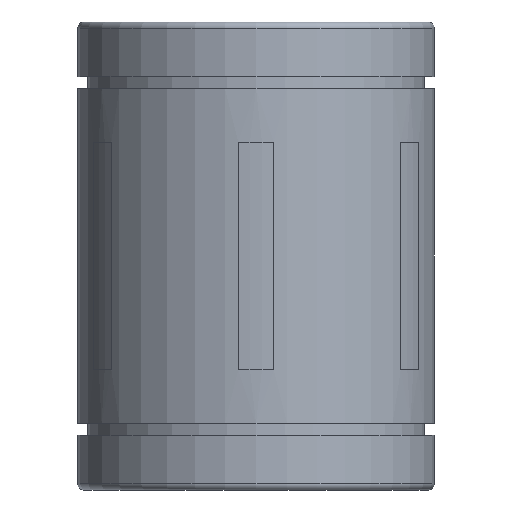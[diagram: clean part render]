
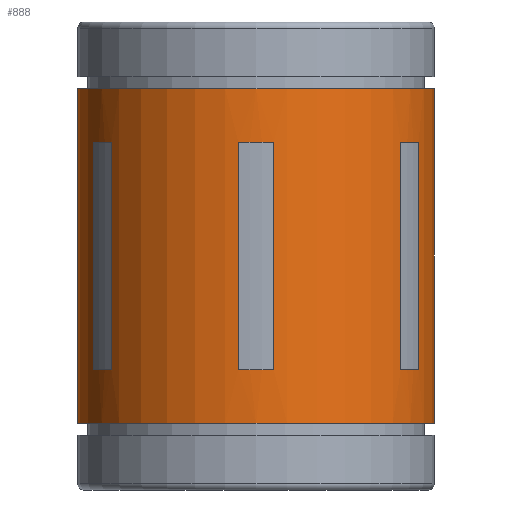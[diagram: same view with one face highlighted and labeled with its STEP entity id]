
A CAD part, left-side view. The second image highlights one B-rep face of the part: STEP entity #888.
In plain terms, the highlighted cylindrical face has radius 25.4 mm (diameter 50.8 mm), a partial arc.
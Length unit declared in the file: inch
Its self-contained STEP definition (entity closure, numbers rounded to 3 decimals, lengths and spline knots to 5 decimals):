
#24 = DIRECTION ( 'NONE',  ( 0., 0., 1. ) ) ;
#41 = CARTESIAN_POINT ( 'NONE',  ( -0.995, -0.09983, 0.63928 ) ) ;
#42 = CIRCLE ( 'NONE', #2514, 1. ) ;
#54 = CARTESIAN_POINT ( 'NONE',  ( -0.995, -0.09983, -0.63927 ) ) ;
#130 = DIRECTION ( 'NONE',  ( 0., 0., 1. ) ) ;
#158 = VERTEX_POINT ( 'NONE', #560 ) ;
#161 = ORIENTED_EDGE ( 'NONE', *, *, #2633, .T. ) ;
#168 = DIRECTION ( 'NONE',  ( 0., 0., 1. ) ) ;
#174 = CARTESIAN_POINT ( 'NONE',  ( -0.58396, 0.81178, 0.63928 ) ) ;
#207 = EDGE_CURVE ( 'NONE', #241, #881, #1647, .T. ) ;
#224 = AXIS2_PLACEMENT_3D ( 'NONE', #1883, #810, #2101 ) ;
#240 = VERTEX_POINT ( 'NONE', #1556 ) ;
#241 = VERTEX_POINT ( 'NONE', #1163 ) ;
#350 = DIRECTION ( 'NONE',  ( 0., 0., 1. ) ) ;
#355 = CARTESIAN_POINT ( 'NONE',  ( -0.41104, -0.91162, -0.63927 ) ) ;
#359 = CARTESIAN_POINT ( 'NONE',  ( 0., -1., -0.9376 ) ) ;
#384 = VERTEX_POINT ( 'NONE', #359 ) ;
#391 = FACE_OUTER_BOUND ( 'NONE', #2081, .T. ) ;
#394 = ORIENTED_EDGE ( 'NONE', *, *, #207, .F. ) ;
#414 = AXIS2_PLACEMENT_3D ( 'NONE', #2405, #1569, #1553 ) ;
#421 = EDGE_LOOP ( 'NONE', ( #2217, #2652, #651, #960 ) ) ;
#440 = EDGE_CURVE ( 'NONE', #240, #241, #656, .T. ) ;
#462 = EDGE_CURVE ( 'NONE', #881, #1672, #476, .T. ) ;
#466 = DIRECTION ( 'NONE',  ( 0., 0., -1. ) ) ;
#476 = LINE ( 'NONE', #1338, #1928 ) ;
#520 = EDGE_CURVE ( 'NONE', #2428, #2760, #42, .T. ) ;
#559 = CARTESIAN_POINT ( 'NONE',  ( 0., 0., -0.9376 ) ) ;
#560 = CARTESIAN_POINT ( 'NONE',  ( -0.58396, -0.81178, 0.63928 ) ) ;
#573 = VERTEX_POINT ( 'NONE', #650 ) ;
#576 = CARTESIAN_POINT ( 'NONE',  ( 0., 0., -0.63927 ) ) ;
#581 = FACE_BOUND ( 'NONE', #421, .T. ) ;
#594 = ORIENTED_EDGE ( 'NONE', *, *, #462, .F. ) ;
#623 = VECTOR ( 'NONE', #2403, 39.37008 ) ;
#634 = VECTOR ( 'NONE', #24, 39.37008 ) ;
#650 = CARTESIAN_POINT ( 'NONE',  ( 0., 1., 0.9376 ) ) ;
#651 = ORIENTED_EDGE ( 'NONE', *, *, #520, .F. ) ;
#656 = LINE ( 'NONE', #1083, #623 ) ;
#661 = EDGE_CURVE ( 'NONE', #158, #2428, #1971, .T. ) ;
#697 = ORIENTED_EDGE ( 'NONE', *, *, #858, .F. ) ;
#726 = ORIENTED_EDGE ( 'NONE', *, *, #2696, .F. ) ;
#740 = DIRECTION ( 'NONE',  ( 0., 0., 1. ) ) ;
#782 = DIRECTION ( 'NONE',  ( 0., -1., 0. ) ) ;
#810 = DIRECTION ( 'NONE',  ( 0., 0., 1. ) ) ;
#814 = AXIS2_PLACEMENT_3D ( 'NONE', #576, #130, #976 ) ;
#848 = VECTOR ( 'NONE', #466, 39.37008 ) ;
#858 = EDGE_CURVE ( 'NONE', #2453, #573, #1830, .T. ) ;
#869 = CIRCLE ( 'NONE', #1049, 1. ) ;
#881 = VERTEX_POINT ( 'NONE', #1629 ) ;
#882 = DIRECTION ( 'NONE',  ( 0., 0., 1. ) ) ;
#888 = ADVANCED_FACE ( 'NONE', ( #391, #2534, #1437, #581 ), #2723, .T. ) ;
#896 = DIRECTION ( 'NONE',  ( -0.584, 0.812, 0. ) ) ;
#905 = CARTESIAN_POINT ( 'NONE',  ( -0.995, 0.09983, 0.63928 ) ) ;
#960 = ORIENTED_EDGE ( 'NONE', *, *, #661, .F. ) ;
#976 = DIRECTION ( 'NONE',  ( -0.995, -0.1, 0. ) ) ;
#1049 = AXIS2_PLACEMENT_3D ( 'NONE', #2715, #168, #782 ) ;
#1055 = VERTEX_POINT ( 'NONE', #1594 ) ;
#1080 = VECTOR ( 'NONE', #2147, 39.37008 ) ;
#1083 = CARTESIAN_POINT ( 'NONE',  ( -0.41104, 0.91162, 0.63928 ) ) ;
#1091 = VERTEX_POINT ( 'NONE', #1761 ) ;
#1125 = DIRECTION ( 'NONE',  ( 0., 0., 1. ) ) ;
#1136 = VERTEX_POINT ( 'NONE', #41 ) ;
#1163 = CARTESIAN_POINT ( 'NONE',  ( -0.41104, 0.91162, -0.63927 ) ) ;
#1195 = EDGE_CURVE ( 'NONE', #1055, #1202, #1983, .T. ) ;
#1202 = VERTEX_POINT ( 'NONE', #1433 ) ;
#1214 = ORIENTED_EDGE ( 'NONE', *, *, #1195, .F. ) ;
#1230 = ORIENTED_EDGE ( 'NONE', *, *, #1994, .T. ) ;
#1242 = DIRECTION ( 'NONE',  ( 0., -1., 0. ) ) ;
#1246 = ORIENTED_EDGE ( 'NONE', *, *, #2597, .T. ) ;
#1280 = AXIS2_PLACEMENT_3D ( 'NONE', #2774, #882, #2764 ) ;
#1294 = EDGE_CURVE ( 'NONE', #158, #1091, #1749, .T. ) ;
#1338 = CARTESIAN_POINT ( 'NONE',  ( -0.58396, 0.81178, -0.63927 ) ) ;
#1433 = CARTESIAN_POINT ( 'NONE',  ( -0.995, -0.09983, -0.63927 ) ) ;
#1437 = FACE_BOUND ( 'NONE', #1645, .T. ) ;
#1503 = DIRECTION ( 'NONE',  ( -0.411, -0.912, 0. ) ) ;
#1532 = AXIS2_PLACEMENT_3D ( 'NONE', #2360, #2173, #896 ) ;
#1539 = EDGE_CURVE ( 'NONE', #2453, #384, #2072, .T. ) ;
#1553 = DIRECTION ( 'NONE',  ( -0.411, -0.912, 0. ) ) ;
#1556 = CARTESIAN_POINT ( 'NONE',  ( -0.41104, 0.91162, 0.63928 ) ) ;
#1569 = DIRECTION ( 'NONE',  ( 0., 0., 1. ) ) ;
#1575 = CARTESIAN_POINT ( 'NONE',  ( -0.58396, -0.81178, 0.63928 ) ) ;
#1594 = CARTESIAN_POINT ( 'NONE',  ( -0.995, 0.09983, -0.63927 ) ) ;
#1629 = CARTESIAN_POINT ( 'NONE',  ( -0.58396, 0.81178, -0.63927 ) ) ;
#1645 = EDGE_LOOP ( 'NONE', ( #1230, #2770, #1214, #2151 ) ) ;
#1647 = CIRCLE ( 'NONE', #224, 1. ) ;
#1672 = VERTEX_POINT ( 'NONE', #174 ) ;
#1675 = EDGE_CURVE ( 'NONE', #2760, #1091, #2375, .T. ) ;
#1698 = DIRECTION ( 'NONE',  ( 0., 0., -1. ) ) ;
#1726 = CARTESIAN_POINT ( 'NONE',  ( 0., -1., 1.27855 ) ) ;
#1749 = CIRCLE ( 'NONE', #414, 1. ) ;
#1756 = LINE ( 'NONE', #1726, #2392 ) ;
#1761 = CARTESIAN_POINT ( 'NONE',  ( -0.41104, -0.91162, 0.63928 ) ) ;
#1830 = LINE ( 'NONE', #2681, #2469 ) ;
#1857 = CARTESIAN_POINT ( 'NONE',  ( 0., 0., 1.27855 ) ) ;
#1876 = CARTESIAN_POINT ( 'NONE',  ( 0., 1., -0.9376 ) ) ;
#1878 = EDGE_CURVE ( 'NONE', #1202, #1136, #2601, .T. ) ;
#1883 = CARTESIAN_POINT ( 'NONE',  ( 0., 0., -0.63927 ) ) ;
#1928 = VECTOR ( 'NONE', #2733, 39.37008 ) ;
#1971 = LINE ( 'NONE', #1575, #848 ) ;
#1983 = CIRCLE ( 'NONE', #814, 1. ) ;
#1994 = EDGE_CURVE ( 'NONE', #2356, #1136, #2209, .T. ) ;
#2069 = CARTESIAN_POINT ( 'NONE',  ( -0.58396, -0.81178, -0.63927 ) ) ;
#2072 = CIRCLE ( 'NONE', #2294, 1. ) ;
#2081 = EDGE_LOOP ( 'NONE', ( #697, #2463, #1246, #726 ) ) ;
#2092 = CARTESIAN_POINT ( 'NONE',  ( 0., 0., -0.63927 ) ) ;
#2101 = DIRECTION ( 'NONE',  ( -0.584, 0.812, 0. ) ) ;
#2147 = DIRECTION ( 'NONE',  ( 0., 0., 1. ) ) ;
#2151 = ORIENTED_EDGE ( 'NONE', *, *, #2283, .F. ) ;
#2169 = EDGE_LOOP ( 'NONE', ( #161, #594, #394, #2180 ) ) ;
#2173 = DIRECTION ( 'NONE',  ( 0., 0., 1. ) ) ;
#2180 = ORIENTED_EDGE ( 'NONE', *, *, #440, .F. ) ;
#2209 = CIRCLE ( 'NONE', #1280, 1. ) ;
#2217 = ORIENTED_EDGE ( 'NONE', *, *, #1294, .T. ) ;
#2283 = EDGE_CURVE ( 'NONE', #2356, #1055, #2546, .T. ) ;
#2294 = AXIS2_PLACEMENT_3D ( 'NONE', #559, #2689, #1242 ) ;
#2299 = DIRECTION ( 'NONE',  ( 0., -1., 0. ) ) ;
#2356 = VERTEX_POINT ( 'NONE', #905 ) ;
#2360 = CARTESIAN_POINT ( 'NONE',  ( 0., 0., 0.63927 ) ) ;
#2375 = LINE ( 'NONE', #2769, #1080 ) ;
#2392 = VECTOR ( 'NONE', #1125, 39.37008 ) ;
#2403 = DIRECTION ( 'NONE',  ( 0., 0., -1. ) ) ;
#2405 = CARTESIAN_POINT ( 'NONE',  ( 0., 0., 0.63927 ) ) ;
#2428 = VERTEX_POINT ( 'NONE', #2069 ) ;
#2453 = VERTEX_POINT ( 'NONE', #1876 ) ;
#2463 = ORIENTED_EDGE ( 'NONE', *, *, #1539, .T. ) ;
#2469 = VECTOR ( 'NONE', #740, 39.37008 ) ;
#2482 = CIRCLE ( 'NONE', #1532, 1. ) ;
#2514 = AXIS2_PLACEMENT_3D ( 'NONE', #2092, #2535, #1503 ) ;
#2515 = VERTEX_POINT ( 'NONE', #2542 ) ;
#2523 = VECTOR ( 'NONE', #1698, 39.37008 ) ;
#2534 = FACE_BOUND ( 'NONE', #2169, .T. ) ;
#2535 = DIRECTION ( 'NONE',  ( 0., 0., 1. ) ) ;
#2542 = CARTESIAN_POINT ( 'NONE',  ( 0., -1., 0.9376 ) ) ;
#2546 = LINE ( 'NONE', #2583, #2523 ) ;
#2583 = CARTESIAN_POINT ( 'NONE',  ( -0.995, 0.09983, 0.63928 ) ) ;
#2597 = EDGE_CURVE ( 'NONE', #384, #2515, #1756, .T. ) ;
#2601 = LINE ( 'NONE', #54, #634 ) ;
#2609 = AXIS2_PLACEMENT_3D ( 'NONE', #1857, #350, #2299 ) ;
#2633 = EDGE_CURVE ( 'NONE', #240, #1672, #2482, .T. ) ;
#2652 = ORIENTED_EDGE ( 'NONE', *, *, #1675, .F. ) ;
#2681 = CARTESIAN_POINT ( 'NONE',  ( 0., 1., 1.27855 ) ) ;
#2689 = DIRECTION ( 'NONE',  ( 0., 0., 1. ) ) ;
#2696 = EDGE_CURVE ( 'NONE', #573, #2515, #869, .T. ) ;
#2715 = CARTESIAN_POINT ( 'NONE',  ( 0., 0., 0.9376 ) ) ;
#2723 = CYLINDRICAL_SURFACE ( 'NONE', #2609, 1. ) ;
#2733 = DIRECTION ( 'NONE',  ( 0., 0., 1. ) ) ;
#2760 = VERTEX_POINT ( 'NONE', #355 ) ;
#2764 = DIRECTION ( 'NONE',  ( -0.995, -0.1, 0. ) ) ;
#2769 = CARTESIAN_POINT ( 'NONE',  ( -0.41104, -0.91162, -0.63927 ) ) ;
#2770 = ORIENTED_EDGE ( 'NONE', *, *, #1878, .F. ) ;
#2774 = CARTESIAN_POINT ( 'NONE',  ( 0., 0., 0.63927 ) ) ;
